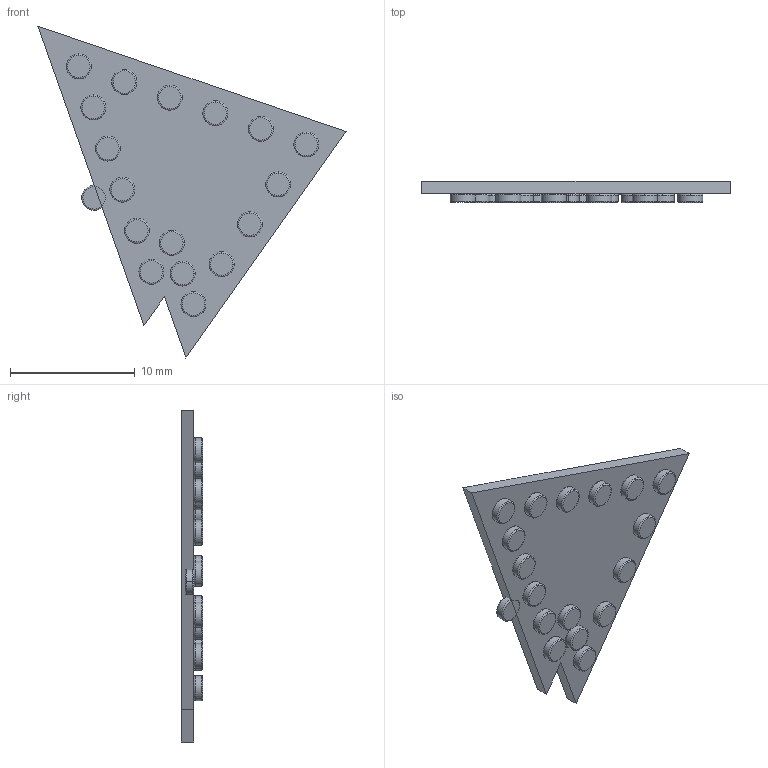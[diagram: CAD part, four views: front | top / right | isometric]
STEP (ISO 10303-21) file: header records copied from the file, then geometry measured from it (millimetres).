
FILE_DESCRIPTION(('TFLEX Exchange Step'),'2;1');
FILE_NAME(' башня 8.stp', '2022-04-03T22:06:41+03:00',('ilya'),('Unknown organisation'),'TFLEX Exchange 2022.0','T-FLEX CAD','Unknown authorisation');
FILE_SCHEMA( ('AUTOMOTIVE_DESIGN { 1 0 10303 214 1 1 1 1 }') );
Length unit declared in the file: millimetre
Products named in the file (2): норм заклепка; декор башня 8
Assembly tree (17 placements, depth 2):
  декор башня 8
    норм заклепка  x17
Bounding box: 24.66 x 1.7 x 26.58 mm (x, y, z)
Volume: 340 mm3; surface area: 866 mm2
Topology: 19 solids, 19 shells, 151 faces, 303 edges, 190 vertices
Faces by surface type: torus 72, plane 43, cylinder 36
Entity records: 687 total; most frequent: DIRECTION 111, CARTESIAN_POINT 84, ORIENTED_EDGE 62, AXIS2_PLACEMENT_3D 47, PRODUCT_DEFINITION_SHAPE 35, EDGE_CURVE 31, VERTEX_POINT 20, PRODUCT 18
